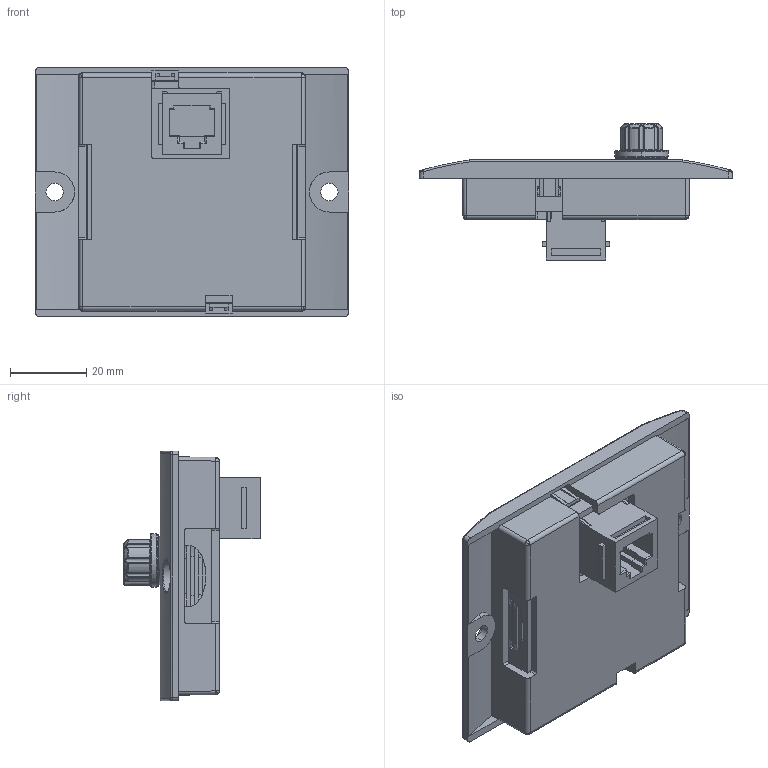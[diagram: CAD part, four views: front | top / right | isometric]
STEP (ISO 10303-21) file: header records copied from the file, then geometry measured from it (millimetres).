
FILE_DESCRIPTION (( 'STEP AP214' ), '1' );
FILE_NAME ('ACG-KPD.STEP', '2024-01-31T12:44:10', ( '' ), ( '' ), 'SwSTEP 2.0', 'SolidWorks 2021', '' );
FILE_SCHEMA (( 'AUTOMOTIVE_DESIGN' ));
Length unit declared in the file: inch
Products named in the file (1): ACG-KPD
Bounding box: 82 x 35.7 x 65.4 mm (x, y, z)
Volume: 32289.7 mm3; surface area: 39314.5 mm2
Topology: 8 solids, 8 shells, 2069 faces, 5405 edges, 3381 vertices
Faces by surface type: plane 783, cylinder 556, bspline 352, torus 181, cone 143, sphere 54
Entity records: 80735 total; most frequent: CARTESIAN_POINT 32538, ORIENTED_EDGE 10742, DIRECTION 9286, EDGE_CURVE 5371, VERTEX_POINT 3371, AXIS2_PLACEMENT_3D 3260, VECTOR 2766, LINE 2766
